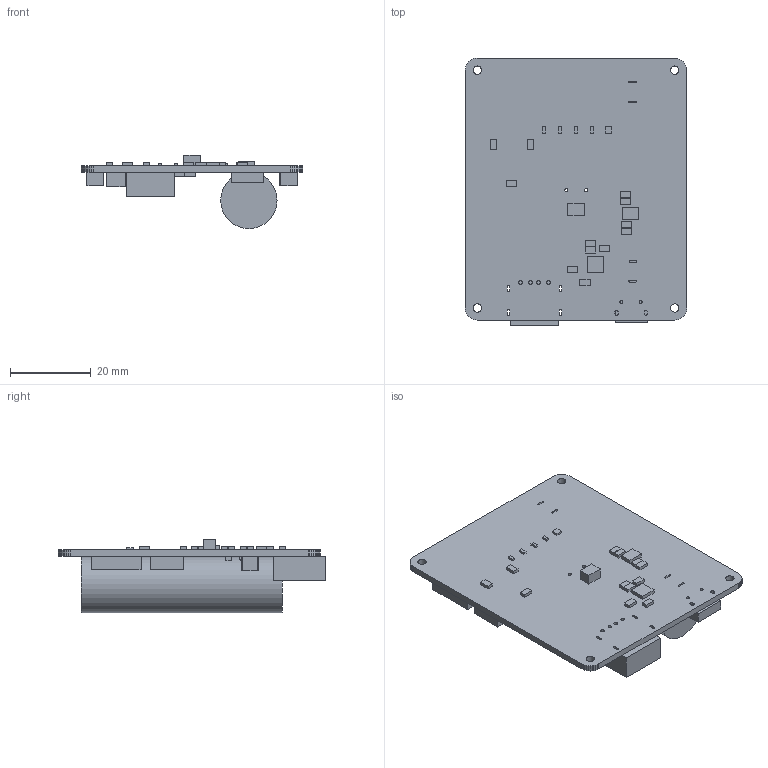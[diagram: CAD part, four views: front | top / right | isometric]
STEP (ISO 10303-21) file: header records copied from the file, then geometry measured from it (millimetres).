
FILE_DESCRIPTION(('Open CASCADE Model'),'2;1');
FILE_NAME('Open CASCADE Shape Model','2018-02-25T22:34:48',('Author'),( 'Open CASCADE'),'Open CASCADE STEP processor 6.5','Open CASCADE 6.5' ,'Unknown');
FILE_SCHEMA(('AUTOMOTIVE_DESIGN { 1 0 10303 214 1 1 1 1 }'));
Length unit declared in the file: millimetre
Products named in the file (79): PCB; Board; U7; 664392320; Extruded; C89; 493317520; C88; C87; C86; P6; 587849584; P5; 587849456; P4; 590283312; P3; 590290608; P2; 664391680; P1; *; 660428120; Cylinder; C1; C2; C4; C6; C15; C23; 587850096; C45; C78; C81; C84; D1; 493324432; D2; 587849200; D3 ...
Assembly tree (99 placements, depth 4):
  PCB
    Board
    U7
      664392320
        Extruded
    C89
      493317520
        Extruded
    C88
      493317520
        Extruded
    C87
      493317520
        Extruded
    C86
      493317520
        Extruded
    P6
      587849584
        Extruded
    P5
      587849456
        Extruded
    P4
      590283312
        Extruded
    P3
      590290608
        Extruded
    P2
      664391680
        Extruded
    P1
      664391680
        Extruded
    *
      660428120
        Cylinder
    C1
      493317520
        Extruded
    C2
      493317520
        Extruded
    C4
      493317520
        Extruded
    C6
      493317520
        Extruded
    C15
      493317520
        Extruded
    C23
      587850096
        Extruded
    C45
      493317520
        Extruded
    C78
Bounding box: 55.01 x 66.44 x 18.16 mm (x, y, z)
Volume: 15175.8 mm3; surface area: 12335.1 mm2
Topology: 47 solids, 47 shells, 1595 faces, 4055 edges, 2558 vertices
Faces by surface type: bspline 728, plane 652, cylinder 215
Full cylindrical faces by diameter (mm): 0.7 x2, 0.8 x2, 0.9 x4, 2.1 x4, 14 x1
Entity records: 56781 total; most frequent: CARTESIAN_POINT 18237, DIRECTION 4210, ORIENTED_EDGE 3864, PCURVE 3864, DEFINITIONAL_REPRESENTATION 3864, LINE 2870, VECTOR 2870, B_SPLINE_CURVE_WITH_KNOTS 2696
